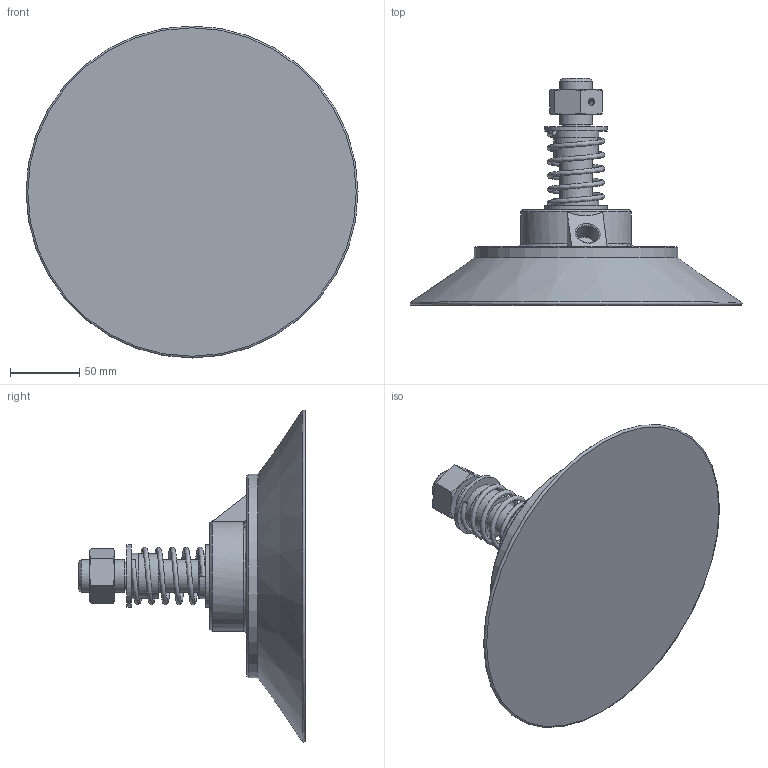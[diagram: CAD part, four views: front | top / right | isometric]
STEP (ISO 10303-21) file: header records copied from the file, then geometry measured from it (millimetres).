
FILE_DESCRIPTION(/* description */ (''),/* implementation_level */ '2;1');
FILE_NAME(/* name */ 'vdlm30240sb.stp',/* time_stamp */ '2020-11-19T16:21:40+01:00',/* author */ ('enginyeria'),/* organization */ (''),/* preprocessor_version */ 'ST-DEVELOPER v17.2',/* originating_system */ 'Autodesk Inventor 2019',/* authorisation */ '');
FILE_SCHEMA (('CONFIG_CONTROL_DESIGN'));
Length unit declared in the file: millimetre
Products named in the file (1): vdlm30240nit
Bounding box: 239.99 x 164 x 239.99 mm (x, y, z)
Volume: 1407863.2 mm3; surface area: 132288.6 mm2
Topology: 2 solids, 2 shells, 68 faces, 156 edges, 107 vertices
Faces by surface type: plane 29, cone 20, cylinder 16, torus 2, bspline 1
Full cylindrical faces by diameter (mm): 4.917 x1, 16 x1, 19.6 x1, 24 x3, 25 x2, 32 x1, 33 x2, 45 x2, 80 x1, 121 x1, 147 x1
Entity records: 5125 total; most frequent: CARTESIAN_POINT 3419, DIRECTION 348, ORIENTED_EDGE 312, EDGE_CURVE 156, AXIS2_PLACEMENT_3D 155, VERTEX_POINT 107, CIRCLE 86, EDGE_LOOP 85
